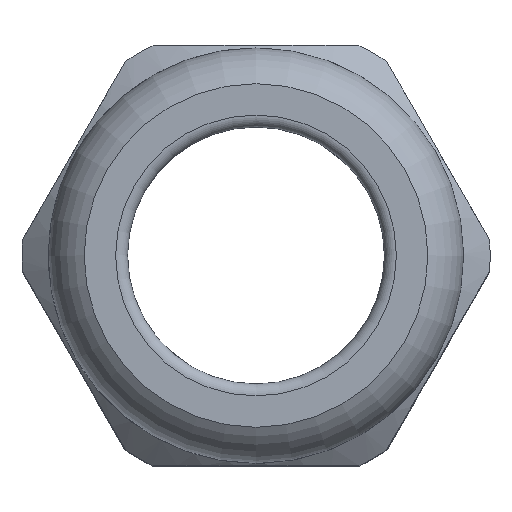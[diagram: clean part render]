
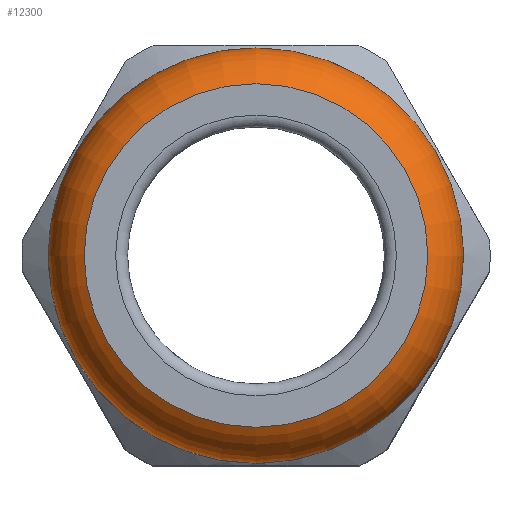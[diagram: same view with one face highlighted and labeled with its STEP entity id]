
A CAD part, top view. The second image highlights one B-rep face of the part: STEP entity #12300.
In plain terms, the highlighted toroidal (fillet/blend) face has major radius 17.6 mm and minor radius 8.5 mm.
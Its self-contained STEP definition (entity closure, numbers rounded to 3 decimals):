
#12234=TOROIDAL_SURFACE('',#24814,17.6,8.5);
#12300=ADVANCED_FACE('',(#13215,#13216),#12234,.T.);
#13215=FACE_BOUND('',#13265,.T.);
#13216=FACE_BOUND('',#13266,.T.);
#13265=EDGE_LOOP('',(#14213));
#13266=EDGE_LOOP('',(#14214));
#14213=ORIENTED_EDGE('',*,*,#21185,.F.);
#14214=ORIENTED_EDGE('',*,*,#21186,.T.);
#19440=VERTEX_POINT('',#30305);
#19441=VERTEX_POINT('',#30308);
#21185=EDGE_CURVE('',#19440,#19440,#23798,.T.);
#21186=EDGE_CURVE('',#19441,#19441,#23799,.T.);
#23798=CIRCLE('',#24811,26.1);
#23799=CIRCLE('',#24813,21.6);
#24811=AXIS2_PLACEMENT_3D('',#30304,#25783,#25784);
#24813=AXIS2_PLACEMENT_3D('',#30307,#25787,#25788);
#24814=AXIS2_PLACEMENT_3D('',#30309,#25789,#25790);
#25783=DIRECTION('',(0.,0.,-1.));
#25784=DIRECTION('',(0.866,0.5,0.));
#25787=DIRECTION('',(0.,0.,-1.));
#25788=DIRECTION('',(0.866,0.5,0.));
#25789=DIRECTION('',(0.,0.,-1.));
#25790=DIRECTION('',(-0.866,-0.5,0.));
#30304=CARTESIAN_POINT('',(0.,0.,41.));
#30305=CARTESIAN_POINT('',(22.603,13.05,41.));
#30307=CARTESIAN_POINT('',(0.,0.,48.5));
#30308=CARTESIAN_POINT('',(18.706,10.8,48.5));
#30309=CARTESIAN_POINT('',(0.,0.,41.));
